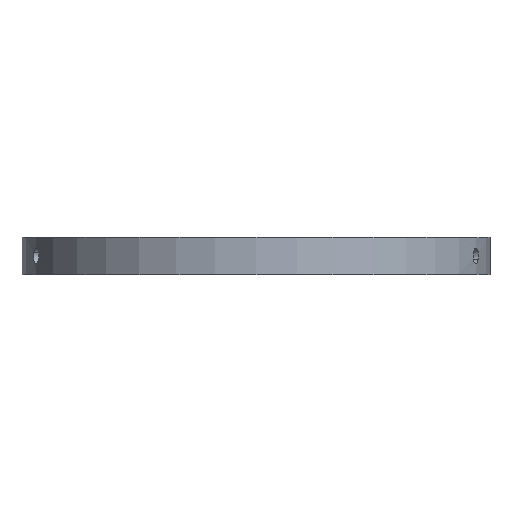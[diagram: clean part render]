
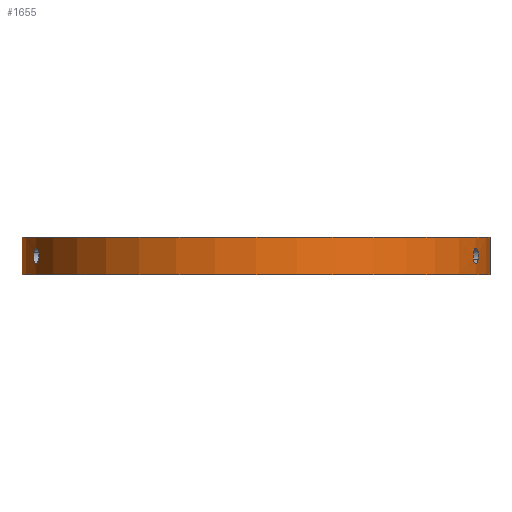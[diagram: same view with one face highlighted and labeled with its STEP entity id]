
A CAD part, front view. The second image highlights one B-rep face of the part: STEP entity #1655.
In plain terms, the highlighted cylindrical face has radius 62.5 mm (diameter 125 mm), a partial arc.
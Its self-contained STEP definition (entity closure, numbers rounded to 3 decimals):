
#81=CARTESIAN_POINT('Axis2P3D Location',(0.,0.,-5.)) ;
#85=CARTESIAN_POINT('Vertex',(-62.5,0.,-5.)) ;
#87=CARTESIAN_POINT('Vertex',(62.5,0.,-5.)) ;
#1462=CARTESIAN_POINT('Vertex',(62.5,0.,5.)) ;
#1464=CARTESIAN_POINT('Vertex',(-62.5,0.,5.)) ;
#1467=CARTESIAN_POINT('Axis2P3D Location',(0.,0.,5.)) ;
#1539=CARTESIAN_POINT('Control Point',(-59.326,-19.663,0.991)) ;
#1540=CARTESIAN_POINT('Control Point',(-59.247,-19.903,1.455)) ;
#1541=CARTESIAN_POINT('Control Point',(-59.119,-20.285,1.838)) ;
#1542=CARTESIAN_POINT('Control Point',(-58.951,-20.773,2.076)) ;
#1543=CARTESIAN_POINT('Control Point',(-58.669,-21.554,2.16)) ;
#1544=CARTESIAN_POINT('Control Point',(-58.404,-22.256,1.871)) ;
#1545=CARTESIAN_POINT('Control Point',(-58.32,-22.474,1.734)) ;
#1546=CARTESIAN_POINT('Control Point',(-58.103,-23.033,1.237)) ;
#1547=CARTESIAN_POINT('Control Point',(-57.978,-23.341,0.504)) ;
#1548=CARTESIAN_POINT('Control Point',(-57.956,-23.396,-0.032)) ;
#1549=CARTESIAN_POINT('Control Point',(-57.996,-23.297,-0.548)) ;
#1550=CARTESIAN_POINT('Control Point',(-58.086,-23.072,-0.991)) ;
#1551=CARTESIAN_POINT('Vertex',(-59.326,-19.663,0.991)) ;
#1553=CARTESIAN_POINT('Vertex',(-58.086,-23.072,-0.991)) ;
#1574=CARTESIAN_POINT('Control Point',(-58.086,-23.072,-0.991)) ;
#1575=CARTESIAN_POINT('Control Point',(-58.179,-22.836,-1.455)) ;
#1576=CARTESIAN_POINT('Control Point',(-58.327,-22.462,-1.838)) ;
#1577=CARTESIAN_POINT('Control Point',(-58.512,-21.98,-2.076)) ;
#1578=CARTESIAN_POINT('Control Point',(-58.798,-21.201,-2.16)) ;
#1579=CARTESIAN_POINT('Control Point',(-59.046,-20.492,-1.871)) ;
#1580=CARTESIAN_POINT('Control Point',(-59.122,-20.272,-1.734)) ;
#1581=CARTESIAN_POINT('Control Point',(-59.315,-19.703,-1.237)) ;
#1582=CARTESIAN_POINT('Control Point',(-59.417,-19.388,-0.504)) ;
#1583=CARTESIAN_POINT('Control Point',(-59.435,-19.331,0.032)) ;
#1584=CARTESIAN_POINT('Control Point',(-59.403,-19.433,0.548)) ;
#1585=CARTESIAN_POINT('Control Point',(-59.326,-19.663,0.991)) ;
#1594=CARTESIAN_POINT('Axis2P3D Location',(0.,0.,0.)) ;
#1599=CARTESIAN_POINT('Line Origine',(-62.5,0.,0.)) ;
#1604=CARTESIAN_POINT('Line Origine',(62.5,0.,0.)) ;
#1616=CARTESIAN_POINT('Control Point',(58.086,-23.072,0.991)) ;
#1617=CARTESIAN_POINT('Control Point',(58.179,-22.836,1.455)) ;
#1618=CARTESIAN_POINT('Control Point',(58.327,-22.462,1.838)) ;
#1619=CARTESIAN_POINT('Control Point',(58.512,-21.98,2.076)) ;
#1620=CARTESIAN_POINT('Control Point',(58.798,-21.201,2.16)) ;
#1621=CARTESIAN_POINT('Control Point',(59.046,-20.492,1.871)) ;
#1622=CARTESIAN_POINT('Control Point',(59.122,-20.272,1.734)) ;
#1623=CARTESIAN_POINT('Control Point',(59.315,-19.703,1.237)) ;
#1624=CARTESIAN_POINT('Control Point',(59.417,-19.388,0.504)) ;
#1625=CARTESIAN_POINT('Control Point',(59.435,-19.331,-0.032)) ;
#1626=CARTESIAN_POINT('Control Point',(59.403,-19.433,-0.548)) ;
#1627=CARTESIAN_POINT('Control Point',(59.326,-19.663,-0.991)) ;
#1628=CARTESIAN_POINT('Vertex',(58.086,-23.072,0.991)) ;
#1630=CARTESIAN_POINT('Vertex',(59.326,-19.663,-0.991)) ;
#1634=CARTESIAN_POINT('Control Point',(59.326,-19.663,-0.991)) ;
#1635=CARTESIAN_POINT('Control Point',(59.247,-19.903,-1.455)) ;
#1636=CARTESIAN_POINT('Control Point',(59.119,-20.285,-1.838)) ;
#1637=CARTESIAN_POINT('Control Point',(58.951,-20.773,-2.076)) ;
#1638=CARTESIAN_POINT('Control Point',(58.669,-21.554,-2.16)) ;
#1639=CARTESIAN_POINT('Control Point',(58.404,-22.256,-1.871)) ;
#1640=CARTESIAN_POINT('Control Point',(58.32,-22.474,-1.734)) ;
#1641=CARTESIAN_POINT('Control Point',(58.103,-23.033,-1.237)) ;
#1642=CARTESIAN_POINT('Control Point',(57.978,-23.341,-0.504)) ;
#1643=CARTESIAN_POINT('Control Point',(57.956,-23.396,0.032)) ;
#1644=CARTESIAN_POINT('Control Point',(57.996,-23.297,0.548)) ;
#1645=CARTESIAN_POINT('Control Point',(58.086,-23.072,0.991)) ;
#82=DIRECTION('Axis2P3D Direction',(0.,0.,1.)) ;
#1468=DIRECTION('Axis2P3D Direction',(0.,0.,1.)) ;
#1595=DIRECTION('Axis2P3D Direction',(0.,0.,1.)) ;
#1596=DIRECTION('Axis2P3D XDirection',(1.,0.,0.)) ;
#1600=DIRECTION('Vector Direction',(0.,0.,1.)) ;
#1605=DIRECTION('Vector Direction',(0.,0.,1.)) ;
#83=AXIS2_PLACEMENT_3D('Circle Axis2P3D',#81,#82,$) ;
#1469=AXIS2_PLACEMENT_3D('Circle Axis2P3D',#1467,#1468,$) ;
#1597=AXIS2_PLACEMENT_3D('Cylinder Axis2P3D',#1594,#1595,#1596) ;
#1610=ORIENTED_EDGE('',*,*,#1603,.F.) ;
#1611=ORIENTED_EDGE('',*,*,#89,.T.) ;
#1612=ORIENTED_EDGE('',*,*,#1608,.T.) ;
#1613=ORIENTED_EDGE('',*,*,#1471,.F.) ;
#1648=ORIENTED_EDGE('',*,*,#1632,.T.) ;
#1649=ORIENTED_EDGE('',*,*,#1646,.T.) ;
#1652=ORIENTED_EDGE('',*,*,#1555,.T.) ;
#1653=ORIENTED_EDGE('',*,*,#1586,.T.) ;
#1650=FACE_BOUND('',#1647,.T.) ;
#1654=FACE_BOUND('',#1651,.T.) ;
#1601=VECTOR('Line Direction',#1600,1.) ;
#1606=VECTOR('Line Direction',#1605,1.) ;
#1655=ADVANCED_FACE('Corps principal',(#1614,#1650,#1654),#1598,.T.) ;
#1538=B_SPLINE_CURVE_WITH_KNOTS('',5,(#1539,#1540,#1541,#1542,#1543,#1544,#1545,#1546,#1547,#1548,#1549,#1550),.UNSPECIFIED.,.F.,.U.,(6,3,3,6),(0.,3.74,5.616,9.184),.UNSPECIFIED.) ;
#1573=B_SPLINE_CURVE_WITH_KNOTS('',5,(#1574,#1575,#1576,#1577,#1578,#1579,#1580,#1581,#1582,#1583,#1584,#1585),.UNSPECIFIED.,.F.,.U.,(6,3,3,6),(0.,3.74,5.616,9.184),.UNSPECIFIED.) ;
#1615=B_SPLINE_CURVE_WITH_KNOTS('',5,(#1616,#1617,#1618,#1619,#1620,#1621,#1622,#1623,#1624,#1625,#1626,#1627),.UNSPECIFIED.,.F.,.U.,(6,3,3,6),(0.,3.74,5.616,9.184),.UNSPECIFIED.) ;
#1633=B_SPLINE_CURVE_WITH_KNOTS('',5,(#1634,#1635,#1636,#1637,#1638,#1639,#1640,#1641,#1642,#1643,#1644,#1645),.UNSPECIFIED.,.F.,.U.,(6,3,3,6),(0.,3.74,5.616,9.184),.UNSPECIFIED.) ;
#84=CIRCLE('generated circle',#83,62.5) ;
#1470=CIRCLE('generated circle',#1469,62.5) ;
#1598=CYLINDRICAL_SURFACE('generated cylinder',#1597,62.5) ;
#89=EDGE_CURVE('',#86,#88,#84,.T.) ;
#1471=EDGE_CURVE('',#1465,#1463,#1470,.T.) ;
#1555=EDGE_CURVE('',#1552,#1554,#1538,.T.) ;
#1586=EDGE_CURVE('',#1554,#1552,#1573,.T.) ;
#1603=EDGE_CURVE('',#86,#1465,#1602,.T.) ;
#1608=EDGE_CURVE('',#88,#1463,#1607,.T.) ;
#1632=EDGE_CURVE('',#1629,#1631,#1615,.T.) ;
#1646=EDGE_CURVE('',#1631,#1629,#1633,.T.) ;
#1609=EDGE_LOOP('',(#1610,#1611,#1612,#1613)) ;
#1647=EDGE_LOOP('',(#1648,#1649)) ;
#1651=EDGE_LOOP('',(#1652,#1653)) ;
#1614=FACE_OUTER_BOUND('',#1609,.T.) ;
#1602=LINE('Line',#1599,#1601) ;
#1607=LINE('Line',#1604,#1606) ;
#86=VERTEX_POINT('',#85) ;
#88=VERTEX_POINT('',#87) ;
#1463=VERTEX_POINT('',#1462) ;
#1465=VERTEX_POINT('',#1464) ;
#1552=VERTEX_POINT('',#1551) ;
#1554=VERTEX_POINT('',#1553) ;
#1629=VERTEX_POINT('',#1628) ;
#1631=VERTEX_POINT('',#1630) ;
